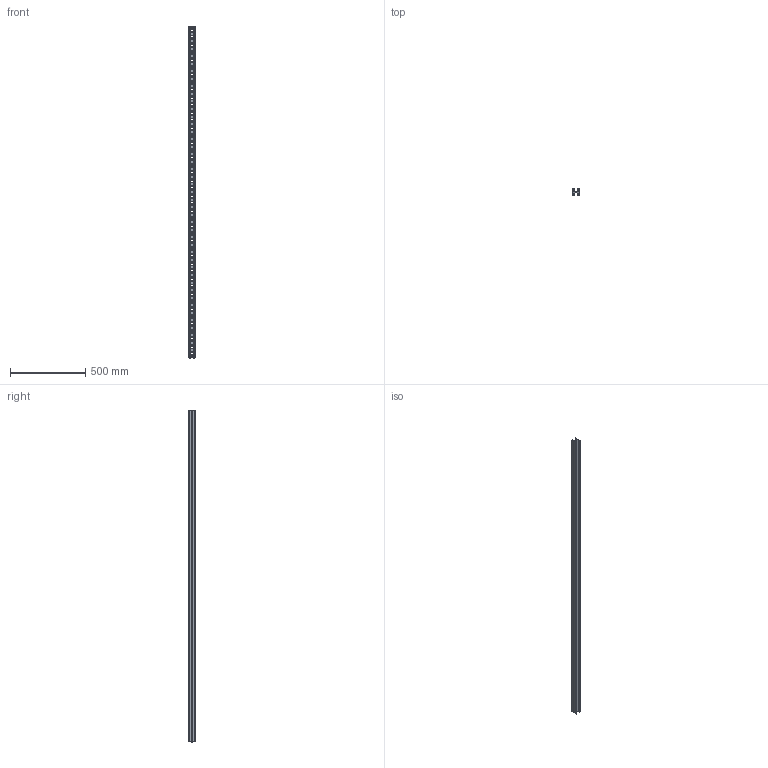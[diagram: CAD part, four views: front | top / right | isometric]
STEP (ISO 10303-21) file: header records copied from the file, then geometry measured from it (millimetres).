
FILE_DESCRIPTION (( 'STEP AP203' ), '1' );
FILE_NAME ('Äâîéíîé STRUT-ïðîôèëü_h21-L2200.step', '2022-01-25T11:45:20', ( '' ), ( '' ), 'SwSTEP 2.0', 'SolidWorks 2017', '' );
FILE_SCHEMA (( 'CONFIG_CONTROL_DESIGN' ));
Length unit declared in the file: millimetre
Products named in the file (2): Äâîéíîé STRUT-ïðîôèëü_h21-L2200; STRUT-镳铘桦黖h21-2200
Assembly tree (2 placements, depth 2):
  Äâîéíîé STRUT-ïðîôèëü_h21-L2200
    STRUT-镳铘桦黖h21-2200  x2
Bounding box: 41 x 42 x 2200 mm (x, y, z)
Volume: 630891.3 mm3; surface area: 878049.7 mm2
Topology: 2 solids, 2 shells, 3600 faces, 10788 edges, 7192 vertices
Faces by surface type: plane 3412, cylinder 188
Entity records: 59950 total; most frequent: CARTESIAN_POINT 10795, ORIENTED_EDGE 10788, DIRECTION 9192, EDGE_CURVE 5394, LINE 5206, VECTOR 5206, VERTEX_POINT 3596, AXIS2_PLACEMENT_3D 1993
